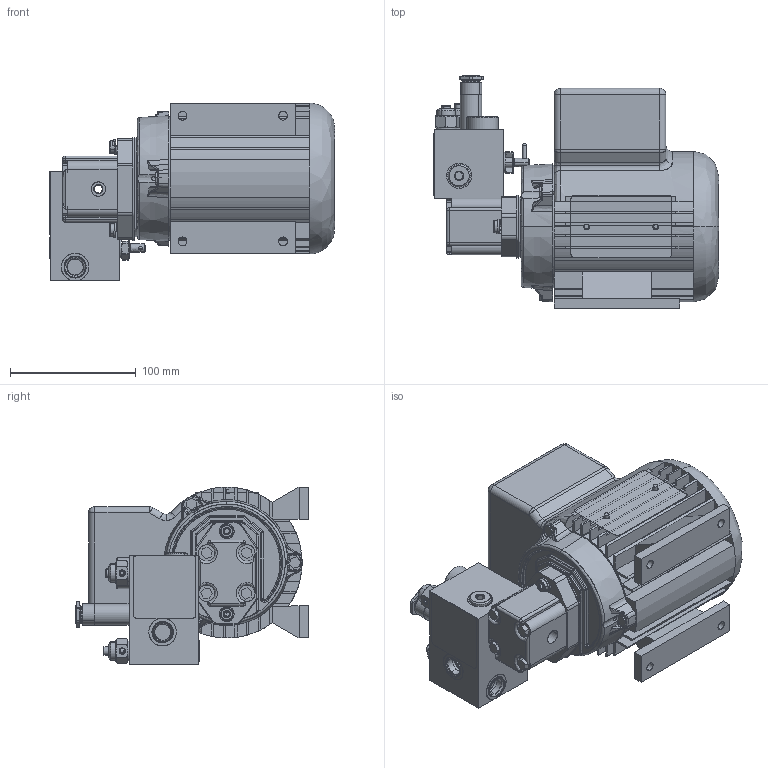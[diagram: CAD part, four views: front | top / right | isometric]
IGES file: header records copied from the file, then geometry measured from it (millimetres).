
Start section: SolidWorks IGES file using analytic representation for surfaces
Global section: file name: MD 0103.IGS; native system: SolidWorks 2012; preprocessor: SolidWorks 2012; author: P.Mehta; date: 130926.135919; units: millimetre
Bounding box: 227 x 185.3 x 141.4 mm (x, y, z)
Surface area: 214419.5 mm2 (no closed solid volume)
Topology: 0 solids, 0 shells, 839 faces, 10453 edges, 10433 vertices
Faces by surface type: bspline 451, revolution 388
